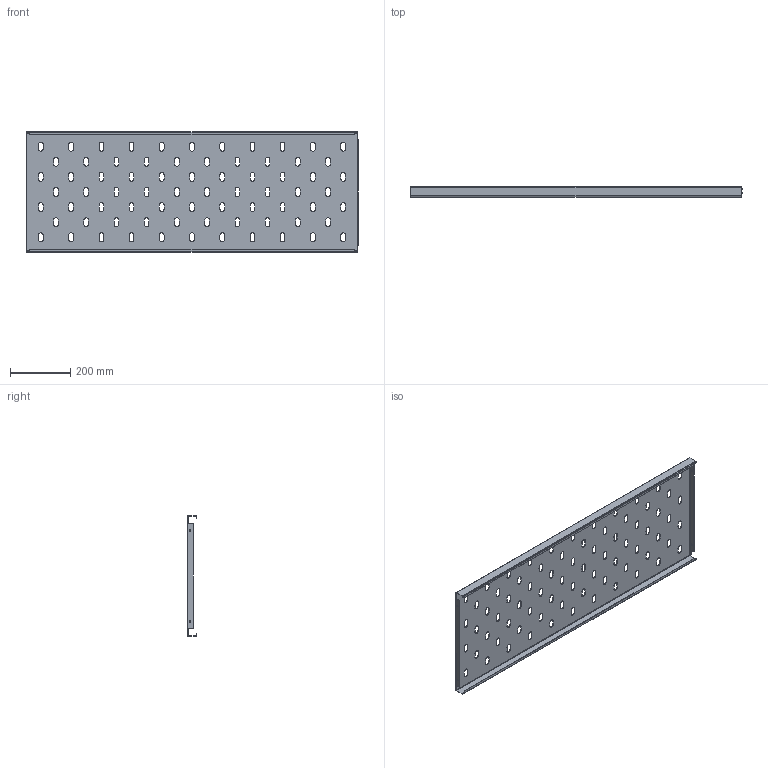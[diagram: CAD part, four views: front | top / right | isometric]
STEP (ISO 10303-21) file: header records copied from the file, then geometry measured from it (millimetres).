
FILE_DESCRIPTION (( 'STEP AP214' ), '1' );
FILE_NAME ('945.125.STEP', '2024-10-04T07:10:17', ( '' ), ( '' ), 'SwSTEP 2.0', 'SolidWorks 2021', '' );
FILE_SCHEMA (( 'AUTOMOTIVE_DESIGN' ));
Length unit declared in the file: millimetre
Products named in the file (1): 945.125
Bounding box: 1098 x 33 x 398 mm (x, y, z)
Volume: 753899.9 mm3; surface area: 1018654.9 mm2
Topology: 1 solids, 1 shells, 464 faces, 1346 edges, 884 vertices
Faces by surface type: cylinder 266, plane 198
Entity records: 15820 total; most frequent: DIRECTION 2800, CARTESIAN_POINT 2743, ORIENTED_EDGE 2692, EDGE_CURVE 1346, AXIS2_PLACEMENT_3D 997, VERTEX_POINT 884, VECTOR 806, LINE 806
